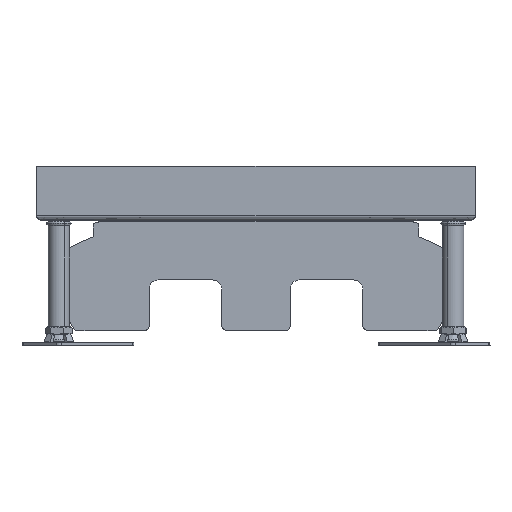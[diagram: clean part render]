
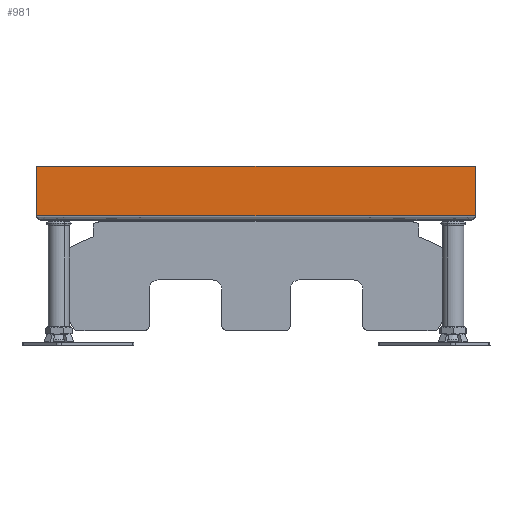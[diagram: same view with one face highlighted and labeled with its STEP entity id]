
A CAD part, left-side view. The second image highlights one B-rep face of the part: STEP entity #981.
In plain terms, the highlighted planar face has unit normal (-1, 0, 0).
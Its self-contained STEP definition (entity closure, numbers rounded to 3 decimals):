
#981=ADVANCED_FACE('',(#1953),#14745,.T.);
#1953=FACE_OUTER_BOUND('',#2990,.T.);
#2990=EDGE_LOOP('',(#7316,#7317,#7318,#7319));
#7316=ORIENTED_EDGE('',*,*,#10068,.T.);
#7317=ORIENTED_EDGE('',*,*,#10084,.T.);
#7318=ORIENTED_EDGE('',*,*,#10083,.F.);
#7319=ORIENTED_EDGE('',*,*,#10077,.F.);
#10068=EDGE_CURVE('',#14148,#14145,#12661,.T.);
#10077=EDGE_CURVE('',#14148,#14152,#12669,.T.);
#10083=EDGE_CURVE('',#14152,#14156,#12675,.T.);
#10084=EDGE_CURVE('',#14145,#14156,#12676,.T.);
#12661=(
BOUNDED_CURVE()
B_SPLINE_CURVE(1,(#37850,#37851),.UNSPECIFIED.,.F.,.F.)
B_SPLINE_CURVE_WITH_KNOTS((2,2),(420.046,635.124),
 .UNSPECIFIED.)
CURVE()
GEOMETRIC_REPRESENTATION_ITEM()
RATIONAL_B_SPLINE_CURVE((1.,1.))
REPRESENTATION_ITEM('')
);
#12669=(
BOUNDED_CURVE()
B_SPLINE_CURVE(1,(#37882,#37883),.UNSPECIFIED.,.F.,.F.)
B_SPLINE_CURVE_WITH_KNOTS((2,2),(0.,27.4),.UNSPECIFIED.)
CURVE()
GEOMETRIC_REPRESENTATION_ITEM()
RATIONAL_B_SPLINE_CURVE((1.,1.))
REPRESENTATION_ITEM('')
);
#12675=(
BOUNDED_CURVE()
B_SPLINE_CURVE(1,(#37894,#37895),.UNSPECIFIED.,.F.,.F.)
B_SPLINE_CURVE_WITH_KNOTS((2,2),(420.046,635.124),
 .UNSPECIFIED.)
CURVE()
GEOMETRIC_REPRESENTATION_ITEM()
RATIONAL_B_SPLINE_CURVE((1.,1.))
REPRESENTATION_ITEM('')
);
#12676=(
BOUNDED_CURVE()
B_SPLINE_CURVE(1,(#37896,#37897),.UNSPECIFIED.,.F.,.F.)
B_SPLINE_CURVE_WITH_KNOTS((2,2),(0.,27.4),.UNSPECIFIED.)
CURVE()
GEOMETRIC_REPRESENTATION_ITEM()
RATIONAL_B_SPLINE_CURVE((1.,1.))
REPRESENTATION_ITEM('')
);
#14145=VERTEX_POINT('',#37054);
#14148=VERTEX_POINT('',#37057);
#14152=VERTEX_POINT('',#37061);
#14156=VERTEX_POINT('',#37065);
#14745=PLANE('',#15834);
#15834=AXIS2_PLACEMENT_3D('',#36854,#16228,$);
#16228=DIRECTION('',(-1.,0.,0.));
#36854=CARTESIAN_POINT('',(-15.25,121.25,63.6));
#37054=CARTESIAN_POINT('',(-15.25,-121.25,63.6));
#37057=CARTESIAN_POINT('',(-15.25,121.25,63.6));
#37061=CARTESIAN_POINT('',(-15.25,121.25,91.));
#37065=CARTESIAN_POINT('',(-15.25,-121.25,91.));
#37850=CARTESIAN_POINT('',(-15.25,121.25,63.6));
#37851=CARTESIAN_POINT('',(-15.25,-121.25,63.6));
#37882=CARTESIAN_POINT('',(-15.25,121.25,63.6));
#37883=CARTESIAN_POINT('',(-15.25,121.25,91.));
#37894=CARTESIAN_POINT('',(-15.25,121.25,91.));
#37895=CARTESIAN_POINT('',(-15.25,-121.25,91.));
#37896=CARTESIAN_POINT('',(-15.25,-121.25,63.6));
#37897=CARTESIAN_POINT('',(-15.25,-121.25,91.));
